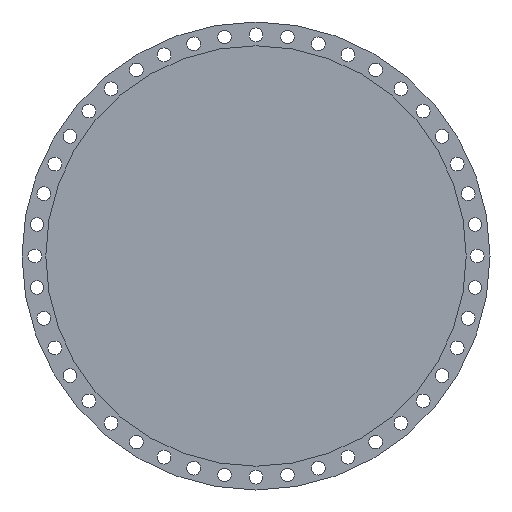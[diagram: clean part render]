
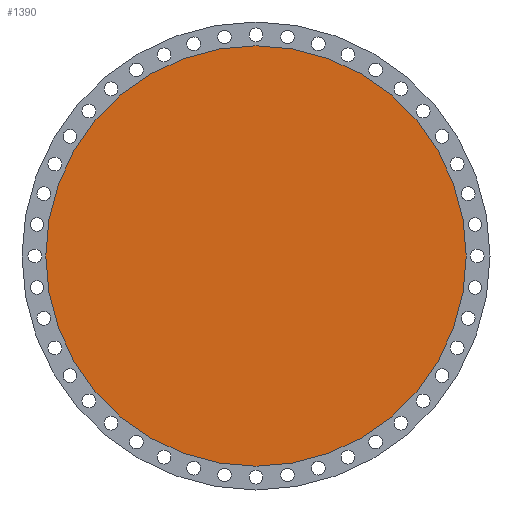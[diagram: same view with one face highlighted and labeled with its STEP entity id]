
A CAD part, left-side view. The second image highlights one B-rep face of the part: STEP entity #1390.
In plain terms, the highlighted planar face has unit normal (-1, 0, 0).
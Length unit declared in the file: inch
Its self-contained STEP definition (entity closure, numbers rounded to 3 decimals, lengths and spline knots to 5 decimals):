
#44 = CARTESIAN_POINT ( 'NONE',  ( 0., 0., 0. ) ) ;
#62 = DIRECTION ( 'NONE',  ( 0., 0., 1. ) ) ;
#372 = AXIS2_PLACEMENT_3D ( 'NONE', #44, #1436, #62 ) ;
#419 = ORIENTED_EDGE ( 'NONE', *, *, #469, .T. ) ;
#469 = EDGE_CURVE ( 'NONE', #3206, #2294, #1048, .T. ) ;
#473 = DIRECTION ( 'NONE',  ( 0., 0., 1. ) ) ;
#617 = CARTESIAN_POINT ( 'NONE',  ( 0., 0., -28.75 ) ) ;
#693 = DIRECTION ( 'NONE',  ( 0., 0., 1. ) ) ;
#818 = AXIS2_PLACEMENT_3D ( 'NONE', #2339, #2048, #473 ) ;
#965 = FACE_OUTER_BOUND ( 'NONE', #2373, .T. ) ;
#1048 = CIRCLE ( 'NONE', #818, 28.75 ) ;
#1238 = AXIS2_PLACEMENT_3D ( 'NONE', #3103, #2057, #693 ) ;
#1390 = ADVANCED_FACE ( 'NONE', ( #965 ), #2043, .T. ) ;
#1436 = DIRECTION ( 'NONE',  ( -1., 0., 0. ) ) ;
#1519 = EDGE_CURVE ( 'NONE', #2294, #3206, #1738, .T. ) ;
#1738 = CIRCLE ( 'NONE', #372, 28.75 ) ;
#2043 = PLANE ( 'NONE',  #1238 ) ;
#2048 = DIRECTION ( 'NONE',  ( -1., 0., 0. ) ) ;
#2057 = DIRECTION ( 'NONE',  ( -1., 0., 0. ) ) ;
#2294 = VERTEX_POINT ( 'NONE', #617 ) ;
#2339 = CARTESIAN_POINT ( 'NONE',  ( 0., 0., 0. ) ) ;
#2373 = EDGE_LOOP ( 'NONE', ( #419, #2508 ) ) ;
#2508 = ORIENTED_EDGE ( 'NONE', *, *, #1519, .T. ) ;
#2780 = CARTESIAN_POINT ( 'NONE',  ( 0., 0., 28.75 ) ) ;
#3103 = CARTESIAN_POINT ( 'NONE',  ( 0., 0., 0. ) ) ;
#3206 = VERTEX_POINT ( 'NONE', #2780 ) ;
